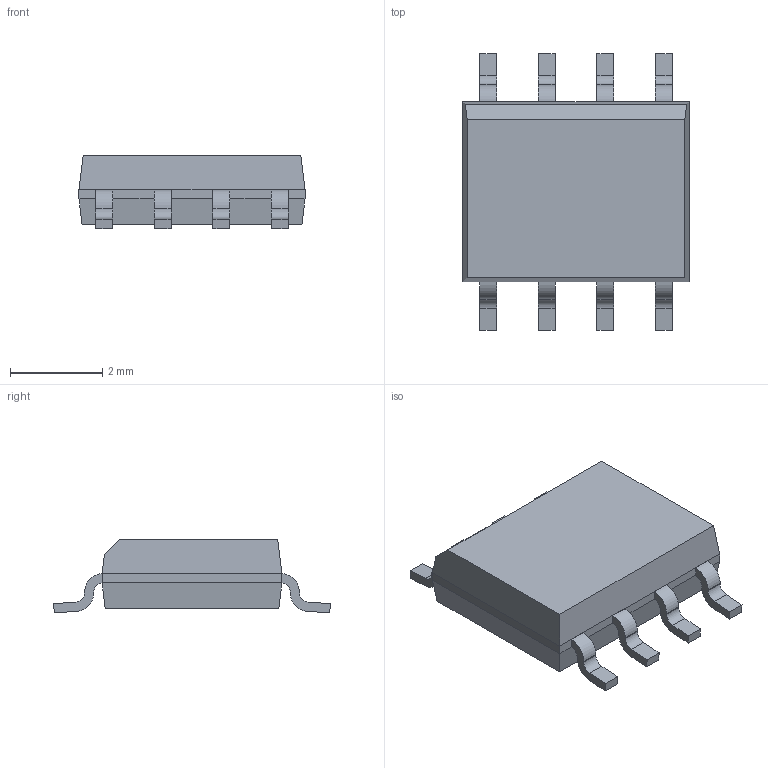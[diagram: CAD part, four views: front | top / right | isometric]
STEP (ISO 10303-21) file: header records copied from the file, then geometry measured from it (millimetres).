
FILE_DESCRIPTION (( 'STEP AP214' ), '1' );
FILE_NAME ('LC.STEP', '2017-01-10T15:42:55', ( '' ), ( '' ), 'SwSTEP 2.0', 'SolidWorks 2015', '' );
FILE_SCHEMA (( 'AUTOMOTIVE_DESIGN' ));
Length unit declared in the file: millimetre
Products named in the file (2): LC; LC mold
Assembly tree (1 placements, depth 2):
  LC
    LC mold
Bounding box: 4.9 x 6 x 1.6 mm (x, y, z)
Volume: 28.3 mm3; surface area: 73.5 mm2
Topology: 1 solids, 1 shells, 103 faces, 295 edges, 194 vertices
Faces by surface type: plane 71, cylinder 32
Entity records: 3415 total; most frequent: CARTESIAN_POINT 596, ORIENTED_EDGE 590, DIRECTION 573, EDGE_CURVE 295, VECTOR 231, LINE 231, VERTEX_POINT 194, AXIS2_PLACEMENT_3D 171
